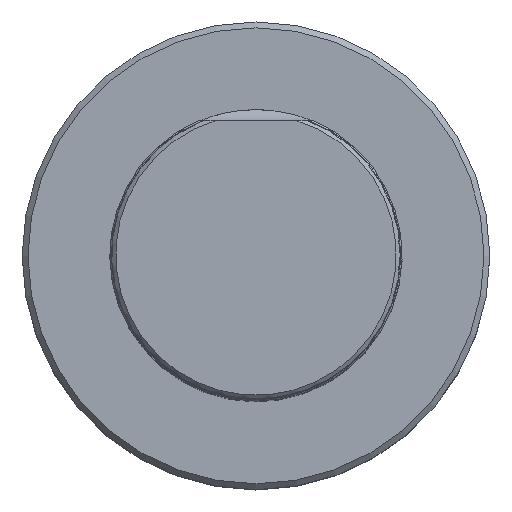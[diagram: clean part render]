
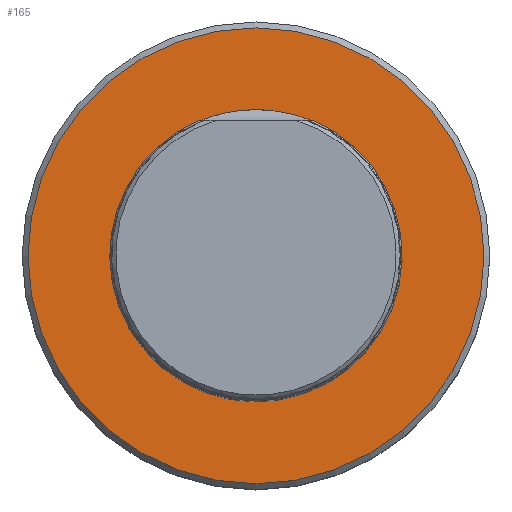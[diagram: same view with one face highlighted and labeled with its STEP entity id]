
A CAD part, top view. The second image highlights one B-rep face of the part: STEP entity #165.
In plain terms, the highlighted planar face has unit normal (0, 0, 1).
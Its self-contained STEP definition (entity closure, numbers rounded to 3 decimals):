
#165=ADVANCED_FACE('',(#196,#197),#190,.T.);
#190=PLANE('',#430);
#196=FACE_BOUND('',#228,.T.);
#197=FACE_BOUND('',#229,.T.);
#228=EDGE_LOOP('',(#267));
#229=EDGE_LOOP('',(#268));
#267=ORIENTED_EDGE('',*,*,#370,.T.);
#268=ORIENTED_EDGE('',*,*,#371,.T.);
#339=VERTEX_POINT('',#576);
#340=VERTEX_POINT('',#578);
#370=EDGE_CURVE('',#339,#339,#406,.T.);
#371=EDGE_CURVE('',#340,#340,#407,.T.);
#406=CIRCLE('',#428,39.);
#407=CIRCLE('',#429,24.996);
#428=AXIS2_PLACEMENT_3D('',#575,#476,#477);
#429=AXIS2_PLACEMENT_3D('',#577,#478,#479);
#430=AXIS2_PLACEMENT_3D('',#579,#480,#481);
#476=DIRECTION('',(0.,0.,1.));
#477=DIRECTION('',(0.,1.,0.));
#478=DIRECTION('',(0.,0.,-1.));
#479=DIRECTION('',(-1.,0.,0.));
#480=DIRECTION('',(0.,0.,1.));
#481=DIRECTION('',(0.,-1.,0.));
#575=CARTESIAN_POINT('',(0.,0.,0.));
#576=CARTESIAN_POINT('',(0.,39.,0.));
#577=CARTESIAN_POINT('',(0.,0.,0.));
#578=CARTESIAN_POINT('',(-24.996,0.,0.));
#579=CARTESIAN_POINT('',(0.,0.,0.));
